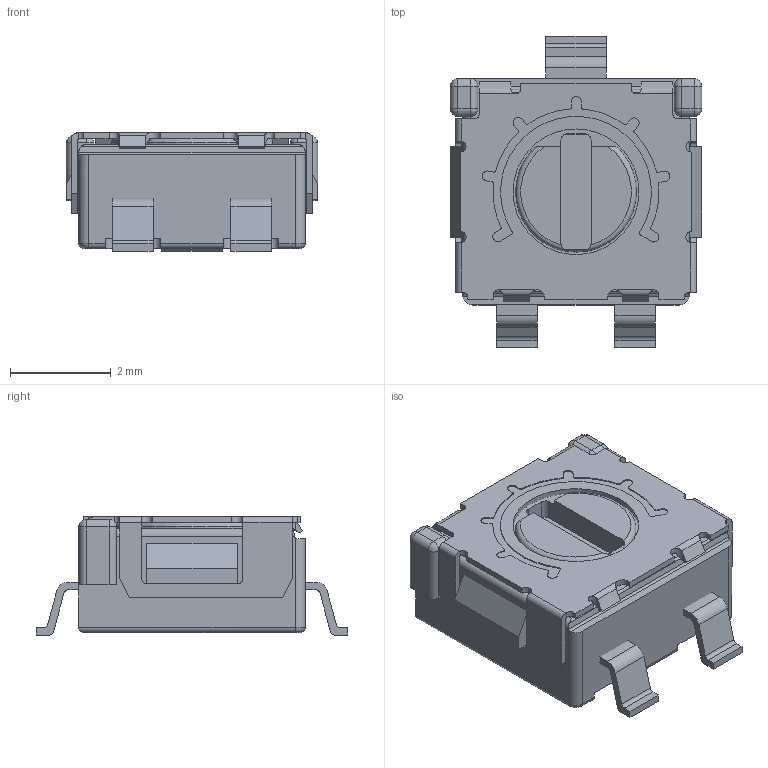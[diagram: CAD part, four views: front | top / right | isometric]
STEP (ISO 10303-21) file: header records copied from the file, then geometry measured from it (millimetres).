
FILE_DESCRIPTION(/* description */ ('STEP AP203'),/* implementation_level */ '2;1');
FILE_NAME(/* name */ 'ST-4ETB2k_(202)',/* time_stamp */ '2022-10-03T23:25:58+02:00',/* author */ ('License CC BY-ND 4.0'),/* organization */ ('CADENAS'),/* preprocessor_version */ 'ST-DEVELOPER v18.102',/* originating_system */ 'PARTsolutions',/* authorisation */ ' ');
FILE_SCHEMA (('CONFIG_CONTROL_DESIGN'));
Length unit declared in the file: millimetre
Products named in the file (6): ST-4ETB2k_(202); ST-4EB_terminal_2; ST-4EB_terminal; ST-4EB_terminal_1; ST-4-dial2; ST-4EB10X(100)_body
Assembly tree (5 placements, depth 2):
  ST-4ETB2k_(202)
    ST-4EB_terminal_2
    ST-4EB_terminal
    ST-4EB_terminal_1
    ST-4-dial2
    ST-4EB10X(100)_body
Bounding box: 5 x 6.2 x 2.35 mm (x, y, z)
Volume: 44.6 mm3; surface area: 175.3 mm2
Topology: 5 solids, 5 shells, 298 faces, 823 edges, 531 vertices
Faces by surface type: plane 168, cylinder 116, sphere 8, torus 4, cone 2
Full cylindrical faces by diameter (mm): 0.2 x1, 1.8 x1, 2.5 x1, 3.2 x1, 3.8 x1
Entity records: 11240 total; most frequent: CARTESIAN_POINT 1699, DIRECTION 1648, ORIENTED_EDGE 1616, EDGE_CURVE 808, AXIS2_PLACEMENT_3D 555, LINE 538, VECTOR 538, VERTEX_POINT 530
